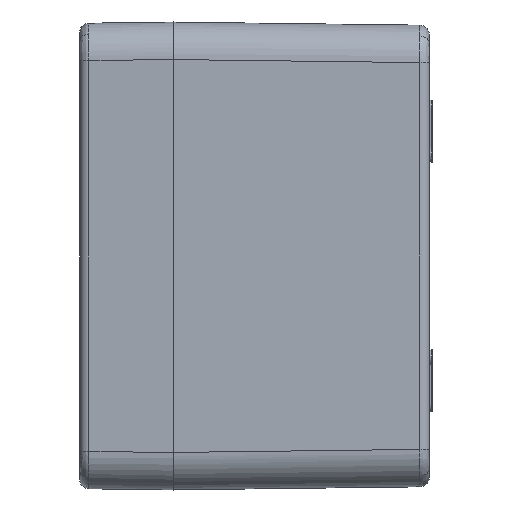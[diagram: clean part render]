
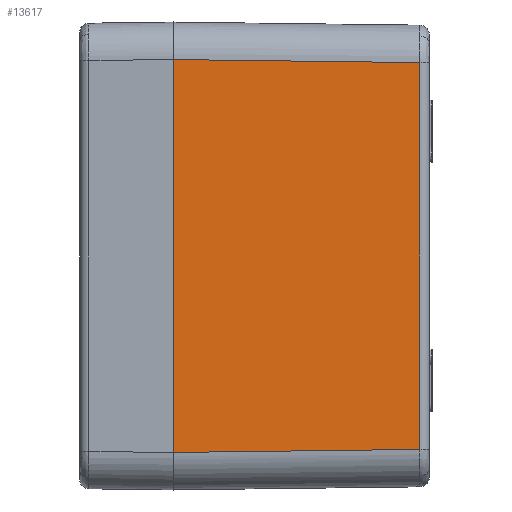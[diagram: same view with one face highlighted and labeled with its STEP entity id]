
A CAD part, left-side view. The second image highlights one B-rep face of the part: STEP entity #13617.
In plain terms, the highlighted planar face has unit normal (-1, -0.012, 0).
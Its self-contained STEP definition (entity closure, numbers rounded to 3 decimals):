
#137 = CARTESIAN_POINT ( 'NONE',  ( -94.496, -39.218, 30.997 ) ) ;
#1796 = DIRECTION ( 'NONE',  ( -1., -0.012, 0. ) ) ;
#1797 = CARTESIAN_POINT ( 'NONE',  ( -95., 2., -37.5 ) ) ;
#1876 = DIRECTION ( 'NONE',  ( 0.012, -1., 0. ) ) ;
#2072 = AXIS2_PLACEMENT_3D ( 'NONE', #1797, #1796, #1876 ) ;
#2073 = PLANE ( 'NONE',  #2072 ) ;
#2076 = FACE_OUTER_BOUND ( 'NONE', #13618, .T. ) ;
#2174 = CARTESIAN_POINT ( 'NONE',  ( -95.001, 2.073, -31.501 ) ) ;
#2185 = DIRECTION ( 'NONE',  ( 0.012, -1., 0.012 ) ) ;
#2197 = VECTOR ( 'NONE', #2185, 1000. ) ;
#2217 = LINE ( 'NONE', #2174, #2197 ) ;
#2220 = CARTESIAN_POINT ( 'NONE',  ( -94.496, -39.218, -30.997 ) ) ;
#2685 = DIRECTION ( 'NONE',  ( -0.012, 1., 0.012 ) ) ;
#2686 = VECTOR ( 'NONE', #2685, 1000. ) ;
#2687 = CARTESIAN_POINT ( 'NONE',  ( -94.99, 1.157, 31.49 ) ) ;
#2688 = LINE ( 'NONE', #2687, #2686 ) ;
#2955 = DIRECTION ( 'NONE',  ( 0., 0., 1. ) ) ;
#2956 = VECTOR ( 'NONE', #2955, 1000. ) ;
#2957 = CARTESIAN_POINT ( 'NONE',  ( -94.496, -39.218, 30.979 ) ) ;
#2962 = LINE ( 'NONE', #2957, #2956 ) ;
#3727 = VECTOR ( 'NONE', #3742, 1000. ) ;
#3728 = CARTESIAN_POINT ( 'NONE',  ( -94.979, 0.3, -37.5 ) ) ;
#3729 = LINE ( 'NONE', #3728, #3727 ) ;
#3740 = CARTESIAN_POINT ( 'NONE',  ( -94.979, 0.3, -31.48 ) ) ;
#3741 = CARTESIAN_POINT ( 'NONE',  ( -94.979, 0.3, 31.48 ) ) ;
#3742 = DIRECTION ( 'NONE',  ( 0., 0., -1. ) ) ;
#12806 = VERTEX_POINT ( 'NONE', #137 ) ;
#13378 = EDGE_CURVE ( 'NONE', #13379, #13380, #3729, .T. ) ;
#13379 = VERTEX_POINT ( 'NONE', #3741 ) ;
#13380 = VERTEX_POINT ( 'NONE', #3740 ) ;
#13617 = ADVANCED_FACE ( 'NONE', ( #2076 ), #2073, .T. ) ;
#13618 = EDGE_LOOP ( 'NONE', ( #13619, #14013, #13901, #13892 ) ) ;
#13619 = ORIENTED_EDGE ( 'NONE', *, *, #13620, .T. ) ;
#13620 = EDGE_CURVE ( 'NONE', #13380, #13621, #2217, .T. ) ;
#13621 = VERTEX_POINT ( 'NONE', #2220 ) ;
#13891 = EDGE_CURVE ( 'NONE', #12806, #13379, #2688, .T. ) ;
#13892 = ORIENTED_EDGE ( 'NONE', *, *, #13378, .T. ) ;
#13901 = ORIENTED_EDGE ( 'NONE', *, *, #13891, .T. ) ;
#14013 = ORIENTED_EDGE ( 'NONE', *, *, #14115, .T. ) ;
#14115 = EDGE_CURVE ( 'NONE', #13621, #12806, #2962, .T. ) ;
